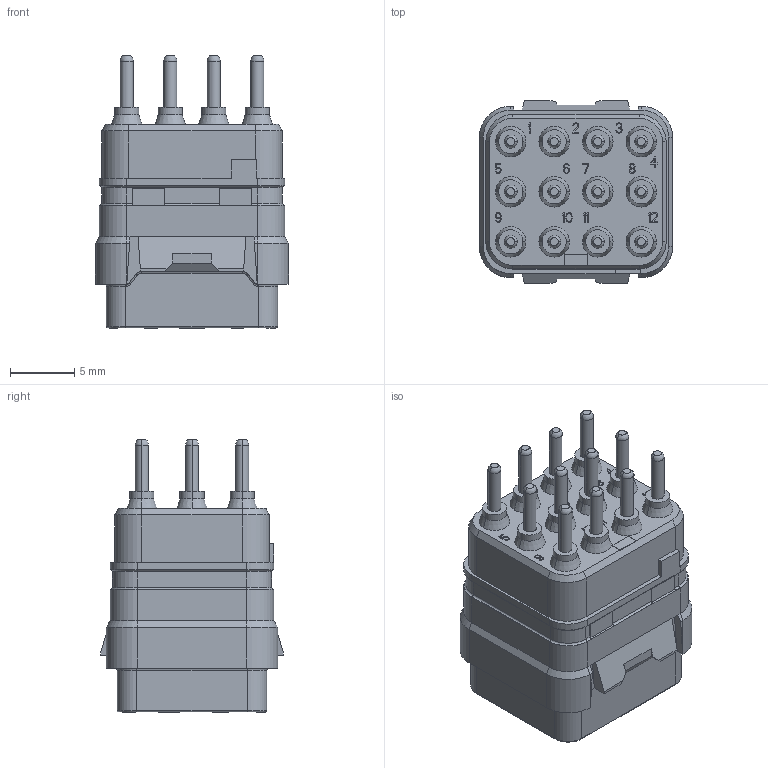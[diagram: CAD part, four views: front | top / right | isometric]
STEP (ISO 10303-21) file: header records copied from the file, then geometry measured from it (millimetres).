
FILE_DESCRIPTION((''),'2;1');
FILE_NAME('SIMM0912PNC','2020-02-06T',('presta_be4'),(''),'CREO PARAMETRIC BY PTC INC, 2018360','CREO PARAMETRIC BY PTC INC, 2018360','');
FILE_SCHEMA(('CONFIG_CONTROL_DESIGN'));
Products named in the file (1): SIMM0912PNC
Bounding box: 15 x 14.2 x 21.15 mm (x, y, z)
Volume: 1995.9 mm3; surface area: 3880.4 mm2
Topology: 1 solids, 1 shells, 2456 faces, 6049 edges, 3717 vertices
Faces by surface type: plane 1264, cylinder 528, torus 360, cone 276, sphere 24, bspline 4
Entity records: 72481 total; most frequent: CARTESIAN_POINT 13202, DIRECTION 12747, ORIENTED_EDGE 12050, EDGE_CURVE 6025, AXIS2_PLACEMENT_3D 4340, VECTOR 4067, LINE 4067, VERTEX_POINT 3717
